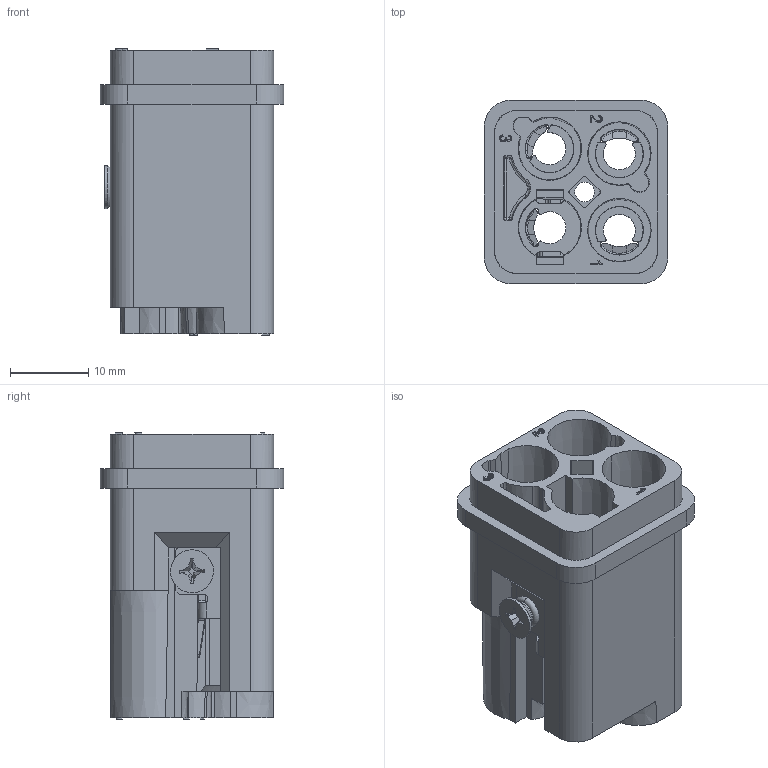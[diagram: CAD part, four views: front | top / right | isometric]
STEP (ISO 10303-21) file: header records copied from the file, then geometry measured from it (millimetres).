
FILE_DESCRIPTION(/* description */ (''),/* implementation_level */ '2;1');
FILE_NAME(/* name */ '3D_1300030100002_HQ-003_0-MC_V1.0_stp.stp',/* time_stamp */ '2024-01-20T12:55:12+08:00',/* author */ (''),/* organization */ (''),/* preprocessor_version */ 'ST-DEVELOPER v18.1',/* originating_system */ 'SIEMENS PLM Software NX 1980',/* authorisation */ '');
FILE_SCHEMA (('AUTOMOTIVE_DESIGN { 1 0 10303 214 3 1 1 1 }'));
Length unit declared in the file: millimetre
Products named in the file (1): ylga34E87DDAjbkp
Bounding box: 23.5 x 23.5 x 36.7 mm (x, y, z)
Volume: 8182.4 mm3; surface area: 8764.2 mm2
Topology: 1 solids, 2 shells, 496 faces, 1486 edges, 991 vertices
Faces by surface type: plane 258, cylinder 119, cone 56, torus 41, extrusion 18, sphere 4
Entity records: 18470 total; most frequent: CARTESIAN_POINT 5660, ORIENTED_EDGE 2964, DIRECTION 2302, EDGE_CURVE 1482, VERTEX_POINT 991, AXIS2_PLACEMENT_3D 811, VECTOR 680, LINE 662
